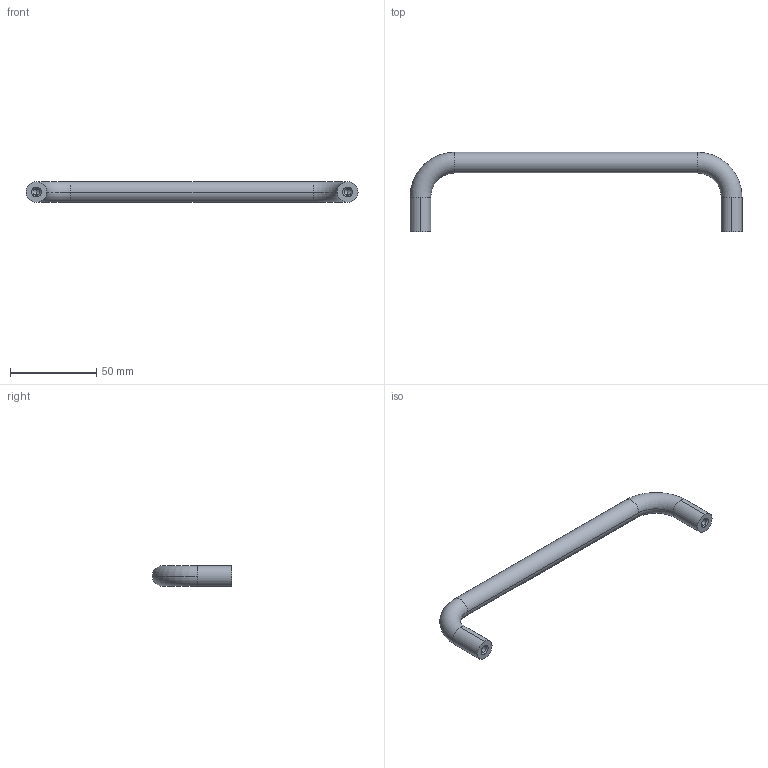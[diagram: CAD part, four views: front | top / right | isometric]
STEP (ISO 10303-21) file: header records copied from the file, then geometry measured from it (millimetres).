
FILE_DESCRIPTION (( 'STEP AP203' ), '1' );
FILE_NAME ('ÒÍÏÂ.746714.003 Ñêîáà.STEP', '2018-09-19T14:06:38', ( '' ), ( '' ), 'SwSTEP 2.0', 'SolidWorks 2017', '' );
FILE_SCHEMA (( 'CONFIG_CONTROL_DESIGN' ));
Length unit declared in the file: millimetre
Products named in the file (1): ÒÍÏÂ.746714.003 Ñêîáà
Bounding box: 192 x 46 x 12 mm (x, y, z)
Volume: 27041.7 mm3; surface area: 9763.6 mm2
Topology: 1 solids, 1 shells, 24 faces, 54 edges, 30 vertices
Faces by surface type: cylinder 10, cone 8, torus 4, plane 2
Entity records: 723 total; most frequent: DIRECTION 132, CARTESIAN_POINT 105, ORIENTED_EDGE 100, AXIS2_PLACEMENT_3D 57, EDGE_CURVE 50, CIRCLE 32, VERTEX_POINT 30, EDGE_LOOP 26
